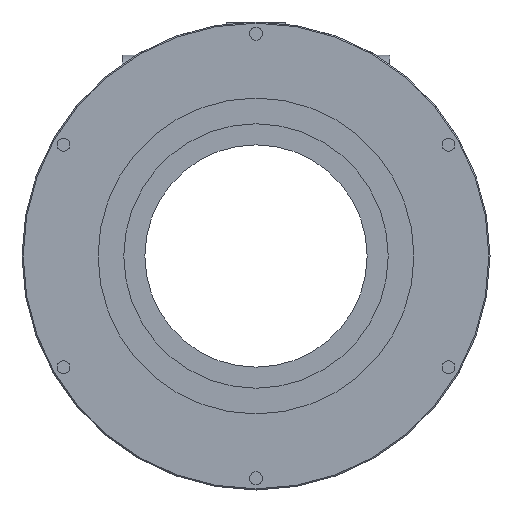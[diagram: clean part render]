
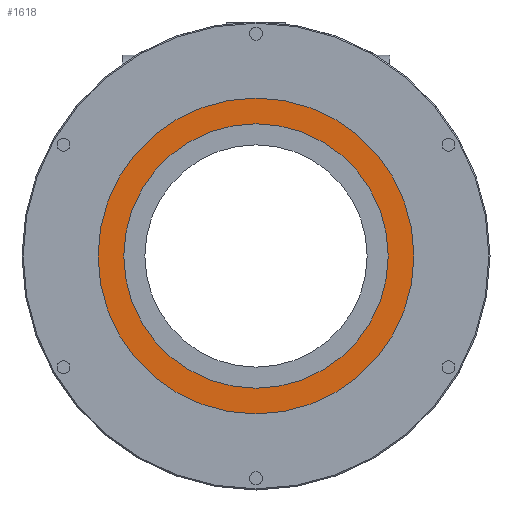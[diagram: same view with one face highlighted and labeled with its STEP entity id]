
A CAD part, front view. The second image highlights one B-rep face of the part: STEP entity #1618.
In plain terms, the highlighted planar face has unit normal (0, -1, 0).
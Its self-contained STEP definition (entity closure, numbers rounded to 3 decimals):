
#486 = VERTEX_POINT ( 'NONE', #3381 ) ;
#489 = VERTEX_POINT ( 'NONE', #3384 ) ;
#496 = VERTEX_POINT ( 'NONE', #3391 ) ;
#497 = VERTEX_POINT ( 'NONE', #3392 ) ;
#1264 = FACE_BOUND ( 'NONE', #3012, .T. ) ;
#1267 = FACE_OUTER_BOUND ( 'NONE', #3014, .T. ) ;
#1418 = CIRCLE ( 'NONE', #3799, 135. ) ;
#1429 = CIRCLE ( 'NONE', #3802, 113. ) ;
#1618 = ADVANCED_FACE ( 'NONE', ( #1264, #1267 ), #4373, .F. ) ;
#1702 = EDGE_CURVE ( 'NONE', #486, #489, #1418, .T. ) ;
#1708 = EDGE_CURVE ( 'NONE', #496, #497, #1429, .T. ) ;
#1848 = EDGE_CURVE ( 'NONE', #497, #496, #5135, .T. ) ;
#1849 = EDGE_CURVE ( 'NONE', #489, #486, #5136, .T. ) ;
#2317 = ORIENTED_EDGE ( 'NONE', *, *, #1848, .F. ) ;
#2318 = ORIENTED_EDGE ( 'NONE', *, *, #1708, .F. ) ;
#2319 = ORIENTED_EDGE ( 'NONE', *, *, #1849, .T. ) ;
#2320 = ORIENTED_EDGE ( 'NONE', *, *, #1702, .T. ) ;
#3012 = EDGE_LOOP ( 'NONE', ( #2317, #2318 ) ) ;
#3014 = EDGE_LOOP ( 'NONE', ( #2319, #2320 ) ) ;
#3381 = CARTESIAN_POINT ( 'NONE',  ( 0., 5., 135. ) ) ;
#3384 = CARTESIAN_POINT ( 'NONE',  ( 0., 5., -135. ) ) ;
#3391 = CARTESIAN_POINT ( 'NONE',  ( 0., 5., 113. ) ) ;
#3392 = CARTESIAN_POINT ( 'NONE',  ( 0., 5., -113. ) ) ;
#3737 = AXIS2_PLACEMENT_3D ( 'NONE', #4365, #4375, #4376 ) ;
#3799 = AXIS2_PLACEMENT_3D ( 'NONE', #4617, #4618, #4619 ) ;
#3802 = AXIS2_PLACEMENT_3D ( 'NONE', #4631, #4632, #4633 ) ;
#3884 = AXIS2_PLACEMENT_3D ( 'NONE', #5558, #5559, #5560 ) ;
#3885 = AXIS2_PLACEMENT_3D ( 'NONE', #5561, #5562, #5563 ) ;
#4365 = CARTESIAN_POINT ( 'NONE',  ( -113., 5., 0. ) ) ;
#4373 = PLANE ( 'NONE',  #3737 ) ;
#4375 = DIRECTION ( 'NONE',  ( 0., 1., 0. ) ) ;
#4376 = DIRECTION ( 'NONE',  ( 0., 0., 1. ) ) ;
#4617 = CARTESIAN_POINT ( 'NONE',  ( 0., 5., 0. ) ) ;
#4618 = DIRECTION ( 'NONE',  ( 0., -1., 0. ) ) ;
#4619 = DIRECTION ( 'NONE',  ( 0., 0., -1. ) ) ;
#4631 = CARTESIAN_POINT ( 'NONE',  ( 0., 5., 0. ) ) ;
#4632 = DIRECTION ( 'NONE',  ( 0., -1., 0. ) ) ;
#4633 = DIRECTION ( 'NONE',  ( 0., 0., -1. ) ) ;
#5135 = CIRCLE ( 'NONE', #3884, 113. ) ;
#5136 = CIRCLE ( 'NONE', #3885, 135. ) ;
#5558 = CARTESIAN_POINT ( 'NONE',  ( 0., 5., 0. ) ) ;
#5559 = DIRECTION ( 'NONE',  ( 0., -1., 0. ) ) ;
#5560 = DIRECTION ( 'NONE',  ( 0., 0., -1. ) ) ;
#5561 = CARTESIAN_POINT ( 'NONE',  ( 0., 5., 0. ) ) ;
#5562 = DIRECTION ( 'NONE',  ( 0., -1., 0. ) ) ;
#5563 = DIRECTION ( 'NONE',  ( 0., 0., -1. ) ) ;
